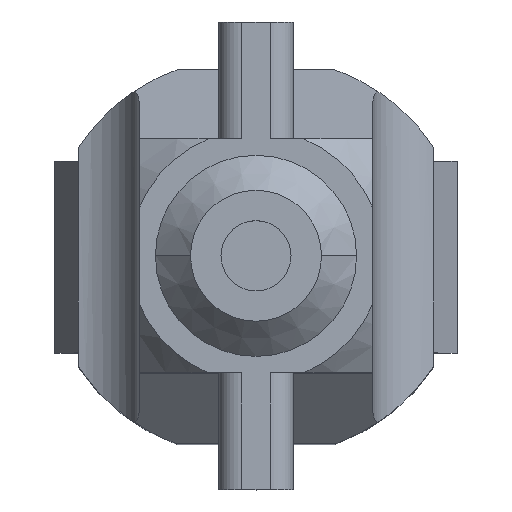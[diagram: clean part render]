
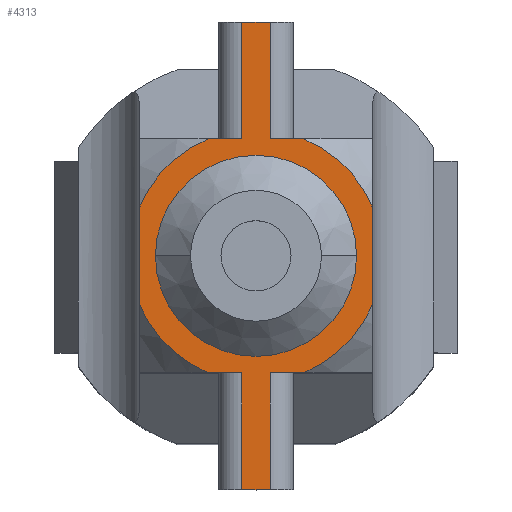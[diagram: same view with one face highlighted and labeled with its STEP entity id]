
A CAD part, top view. The second image highlights one B-rep face of the part: STEP entity #4313.
In plain terms, the highlighted planar face has unit normal (0, 0, 1).
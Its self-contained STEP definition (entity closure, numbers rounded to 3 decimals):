
#2981=DIRECTION('',(0.,1.,0.));
#2982=VECTOR('',#2981,5.);
#2983=CARTESIAN_POINT('',(0.6,5.,18.3));
#2984=LINE('',#2983,#2982);
#2995=DIRECTION('',(0.,-1.,0.));
#2996=VECTOR('',#2995,4.079);
#2997=CARTESIAN_POINT('',(5.,2.04,18.3));
#2998=LINE('',#2997,#2996);
#3002=CARTESIAN_POINT('',(0.,0.,18.3));
#3003=DIRECTION('',(0.,0.,-1.));
#3004=DIRECTION('',(0.926,-0.378,0.));
#3005=AXIS2_PLACEMENT_3D('',#3002,#3003,#3004);
#3010=DIRECTION('',(-1.,0.,0.));
#3011=VECTOR('',#3010,1.44);
#3012=CARTESIAN_POINT('',(2.04,-5.,18.3));
#3013=LINE('',#3012,#3011);
#3017=DIRECTION('',(-1.,0.,0.));
#3018=VECTOR('',#3017,1.44);
#3019=CARTESIAN_POINT('',(-0.6,-5.,
18.3));
#3020=LINE('',#3019,#3018);
#3024=CARTESIAN_POINT('',(0.,0.,18.3));
#3025=DIRECTION('',(0.,0.,-1.));
#3026=DIRECTION('',(-0.378,-0.926,0.));
#3027=AXIS2_PLACEMENT_3D('',#3024,#3025,#3026);
#3032=DIRECTION('',(0.,1.,0.));
#3033=VECTOR('',#3032,4.079);
#3034=CARTESIAN_POINT('',(-5.,-2.04,
18.3));
#3035=LINE('',#3034,#3033);
#3039=CARTESIAN_POINT('',(0.,0.,18.3));
#3040=DIRECTION('',(0.,0.,-1.));
#3041=DIRECTION('',(-0.926,0.378,0.));
#3042=AXIS2_PLACEMENT_3D('',#3039,#3040,#3041);
#3047=DIRECTION('',(1.,0.,0.));
#3048=VECTOR('',#3047,1.44);
#3049=CARTESIAN_POINT('',(-2.04,5.,18.3));
#3050=LINE('',#3049,#3048);
#3054=DIRECTION('',(1.,0.,0.));
#3055=VECTOR('',#3054,1.44);
#3056=CARTESIAN_POINT('',(0.6,5.,18.3));
#3057=LINE('',#3056,#3055);
#3061=CARTESIAN_POINT('',(0.,0.,18.3));
#3062=DIRECTION('',(0.,0.,-1.));
#3063=DIRECTION('',(0.378,0.926,0.));
#3064=AXIS2_PLACEMENT_3D('',#3061,#3062,#3063);
#3069=CARTESIAN_POINT('',(0.,0.,18.3));
#3070=DIRECTION('',(0.,0.,1.));
#3071=DIRECTION('',(-1.,0.,0.));
#3072=AXIS2_PLACEMENT_3D('',#3069,#3070,#3071);
#3077=CARTESIAN_POINT('',(0.,0.,18.3));
#3078=DIRECTION('',(0.,0.,1.));
#3079=DIRECTION('',(1.,0.,0.));
#3080=AXIS2_PLACEMENT_3D('',#3077,#3078,#3079);
#3679=DIRECTION('',(-1.,0.,0.));
#3680=VECTOR('',#3679,1.2);
#3681=CARTESIAN_POINT('',(0.6,10.,18.3));
#3682=LINE('',#3681,#3680);
#3715=DIRECTION('',(0.,-1.,0.));
#3716=VECTOR('',#3715,5.);
#3717=CARTESIAN_POINT('',(-0.6,10.,18.3));
#3718=LINE('',#3717,#3716);
#3844=DIRECTION('',(0.,-1.,0.));
#3845=VECTOR('',#3844,5.);
#3846=CARTESIAN_POINT('',(-0.6,-5.,
18.3));
#3847=LINE('',#3846,#3845);
#3866=DIRECTION('',(1.,0.,0.));
#3867=VECTOR('',#3866,1.2);
#3868=CARTESIAN_POINT('',(-0.6,-10.,18.3));
#3869=LINE('',#3868,#3867);
#3946=DIRECTION('',(0.,1.,0.));
#3947=VECTOR('',#3946,5.);
#3948=CARTESIAN_POINT('',(0.6,-10.,18.3));
#3949=LINE('',#3948,#3947);
#4063=CARTESIAN_POINT('',(0.6,5.,18.3));
#4064=CARTESIAN_POINT('',(0.6,10.,18.3));
#4065=VERTEX_POINT('',#4063);
#4066=VERTEX_POINT('',#4064);
#4067=CARTESIAN_POINT('',(5.,2.04,18.3));
#4068=CARTESIAN_POINT('',(5.,-2.04,18.3));
#4069=VERTEX_POINT('',#4067);
#4070=VERTEX_POINT('',#4068);
#4071=CARTESIAN_POINT('',(2.04,-5.,18.3));
#4072=VERTEX_POINT('',#4071);
#4073=CARTESIAN_POINT('',(0.6,-5.,
18.3));
#4074=VERTEX_POINT('',#4073);
#4075=CARTESIAN_POINT('',(0.6,-10.,18.3));
#4076=VERTEX_POINT('',#4075);
#4077=CARTESIAN_POINT('',(-0.6,-10.,18.3));
#4078=VERTEX_POINT('',#4077);
#4079=CARTESIAN_POINT('',(-0.6,-5.,
18.3));
#4080=VERTEX_POINT('',#4079);
#4081=CARTESIAN_POINT('',(-2.04,-5.,
18.3));
#4082=VERTEX_POINT('',#4081);
#4083=CARTESIAN_POINT('',(-5.,-2.04,
18.3));
#4084=VERTEX_POINT('',#4083);
#4085=CARTESIAN_POINT('',(-5.,2.04,18.3));
#4086=VERTEX_POINT('',#4085);
#4087=CARTESIAN_POINT('',(-2.04,5.,18.3));
#4088=VERTEX_POINT('',#4087);
#4089=CARTESIAN_POINT('',(-0.6,5.,
18.3));
#4090=VERTEX_POINT('',#4089);
#4091=CARTESIAN_POINT('',(-0.6,10.,18.3));
#4092=VERTEX_POINT('',#4091);
#4093=CARTESIAN_POINT('',(2.04,5.,18.3));
#4094=VERTEX_POINT('',#4093);
#4095=CARTESIAN_POINT('',(-4.3,0.,18.3));
#4096=CARTESIAN_POINT('',(4.3,0.,18.3));
#4097=VERTEX_POINT('',#4095);
#4098=VERTEX_POINT('',#4096);
#4269=CARTESIAN_POINT('',(0.,0.,18.3));
#4270=DIRECTION('',(0.,0.,1.));
#4271=DIRECTION('',(1.,0.,0.));
#4272=AXIS2_PLACEMENT_3D('',#4269,#4270,#4271);
#4273=PLANE('',#4272);
#4275=ORIENTED_EDGE('',*,*,#4274,.T.);
#4277=ORIENTED_EDGE('',*,*,#4276,.T.);
#4279=ORIENTED_EDGE('',*,*,#4278,.T.);
#4281=ORIENTED_EDGE('',*,*,#4280,.F.);
#4283=ORIENTED_EDGE('',*,*,#4282,.F.);
#4285=ORIENTED_EDGE('',*,*,#4284,.F.);
#4287=ORIENTED_EDGE('',*,*,#4286,.T.);
#4289=ORIENTED_EDGE('',*,*,#4288,.T.);
#4291=ORIENTED_EDGE('',*,*,#4290,.T.);
#4293=ORIENTED_EDGE('',*,*,#4292,.T.);
#4295=ORIENTED_EDGE('',*,*,#4294,.T.);
#4297=ORIENTED_EDGE('',*,*,#4296,.F.);
#4299=ORIENTED_EDGE('',*,*,#4298,.F.);
#4300=ORIENTED_EDGE('',*,*,#4252,.F.);
#4302=ORIENTED_EDGE('',*,*,#4301,.T.);
#4304=ORIENTED_EDGE('',*,*,#4303,.T.);
#4305=EDGE_LOOP('',(#4275,#4277,#4279,#4281,#4283,#4285,#4287,#4289,#4291,#4293,
#4295,#4297,#4299,#4300,#4302,#4304));
#4306=FACE_OUTER_BOUND('',#4305,.F.);
#4308=ORIENTED_EDGE('',*,*,#4307,.T.);
#4310=ORIENTED_EDGE('',*,*,#4309,.T.);
#4311=EDGE_LOOP('',(#4308,#4310));
#4312=FACE_BOUND('',#4311,.F.);
#3006=CIRCLE('',#3005,5.4);
#3028=CIRCLE('',#3027,5.4);
#3043=CIRCLE('',#3042,5.4);
#3065=CIRCLE('',#3064,5.4);
#3073=CIRCLE('',#3072,4.3);
#3081=CIRCLE('',#3080,4.3);
#4252=EDGE_CURVE('',#4065,#4066,#2984,.T.);
#4274=EDGE_CURVE('',#4069,#4070,#2998,.T.);
#4276=EDGE_CURVE('',#4070,#4072,#3006,.T.);
#4278=EDGE_CURVE('',#4072,#4074,#3013,.T.);
#4280=EDGE_CURVE('',#4076,#4074,#3949,.T.);
#4282=EDGE_CURVE('',#4078,#4076,#3869,.T.);
#4284=EDGE_CURVE('',#4080,#4078,#3847,.T.);
#4286=EDGE_CURVE('',#4080,#4082,#3020,.T.);
#4288=EDGE_CURVE('',#4082,#4084,#3028,.T.);
#4290=EDGE_CURVE('',#4084,#4086,#3035,.T.);
#4292=EDGE_CURVE('',#4086,#4088,#3043,.T.);
#4294=EDGE_CURVE('',#4088,#4090,#3050,.T.);
#4296=EDGE_CURVE('',#4092,#4090,#3718,.T.);
#4298=EDGE_CURVE('',#4066,#4092,#3682,.T.);
#4301=EDGE_CURVE('',#4065,#4094,#3057,.T.);
#4303=EDGE_CURVE('',#4094,#4069,#3065,.T.);
#4307=EDGE_CURVE('',#4097,#4098,#3073,.T.);
#4309=EDGE_CURVE('',#4098,#4097,#3081,.T.);
#4313=ADVANCED_FACE('',(#4306,#4312),#4273,.T.);
